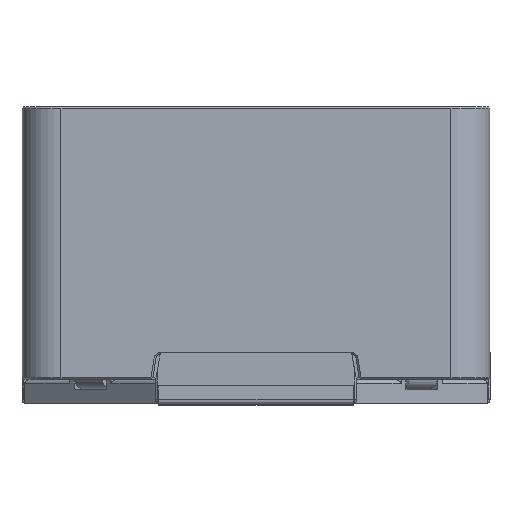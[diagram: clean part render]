
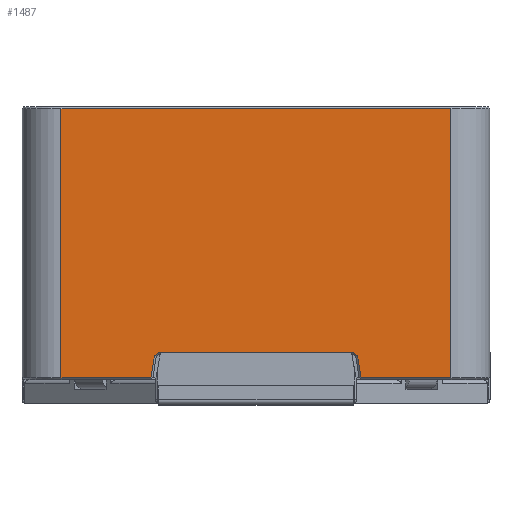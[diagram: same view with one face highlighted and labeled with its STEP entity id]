
A CAD part, front view. The second image highlights one B-rep face of the part: STEP entity #1487.
In plain terms, the highlighted planar face has unit normal (0, -1, 0).
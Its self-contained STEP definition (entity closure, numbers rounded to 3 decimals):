
#1487 = ADVANCED_FACE( '', ( #3271 ), #3272, .T. );
#3271 = FACE_OUTER_BOUND( '', #5509, .T. );
#3272 = PLANE( '', #5510 );
#5509 = EDGE_LOOP( '', ( #9421, #9422, #9423, #9424, #9425, #9426, #9427, #9428, #9429, #9430 ) );
#5510 = AXIS2_PLACEMENT_3D( '', #9431, #9432, #9433 );
#9421 = ORIENTED_EDGE( '', *, *, #14863, .T. );
#9422 = ORIENTED_EDGE( '', *, *, #14864, .T. );
#9423 = ORIENTED_EDGE( '', *, *, #14865, .T. );
#9424 = ORIENTED_EDGE( '', *, *, #14866, .T. );
#9425 = ORIENTED_EDGE( '', *, *, #14867, .T. );
#9426 = ORIENTED_EDGE( '', *, *, #14719, .T. );
#9427 = ORIENTED_EDGE( '', *, *, #14194, .T. );
#9428 = ORIENTED_EDGE( '', *, *, #14868, .F. );
#9429 = ORIENTED_EDGE( '', *, *, #14869, .T. );
#9430 = ORIENTED_EDGE( '', *, *, #14870, .F. );
#9431 = CARTESIAN_POINT( '', ( -6., -6., -7. ) );
#9432 = DIRECTION( '', ( 0., -1., 0. ) );
#9433 = DIRECTION( '', ( 0., 0., -1. ) );
#14194 = EDGE_CURVE( '', #16154, #17195, #17197, .T. );
#14719 = EDGE_CURVE( '', #16285, #16154, #18029, .T. );
#14863 = EDGE_CURVE( '', #18240, #18241, #18242, .T. );
#14864 = EDGE_CURVE( '', #18241, #16214, #18243, .T. );
#14865 = EDGE_CURVE( '', #16214, #17167, #18244, .T. );
#14866 = EDGE_CURVE( '', #17167, #18245, #18246, .T. );
#14867 = EDGE_CURVE( '', #18245, #16285, #18247, .F. );
#14868 = EDGE_CURVE( '', #18248, #17195, #18249, .T. );
#14869 = EDGE_CURVE( '', #18248, #18250, #18251, .T. );
#14870 = EDGE_CURVE( '', #18240, #18250, #18252, .T. );
#16154 = VERTEX_POINT( '', #19905 );
#16214 = VERTEX_POINT( '', #20002 );
#16285 = VERTEX_POINT( '', #20125 );
#17167 = VERTEX_POINT( '', #21641 );
#17195 = VERTEX_POINT( '', #21681 );
#17197 = LINE( '', #21684, #21685 );
#18029 = LINE( '', #23159, #23160 );
#18240 = VERTEX_POINT( '', #23496 );
#18241 = VERTEX_POINT( '', #23497 );
#18242 = LINE( '', #23498, #23499 );
#18243 = LINE( '', #23500, #23501 );
#18244 = LINE( '', #23502, #23503 );
#18245 = VERTEX_POINT( '', #23504 );
#18246 = LINE( '', #23505, #23506 );
#18247 = LINE( '', #23507, #23508 );
#18248 = VERTEX_POINT( '', #23509 );
#18249 = LINE( '', #23510, #23511 );
#18250 = VERTEX_POINT( '', #23512 );
#18251 = LINE( '', #23513, #23514 );
#18252 = LINE( '', #23515, #23516 );
#19905 = CARTESIAN_POINT( '', ( -2.693, -6., -6.95 ) );
#20002 = CARTESIAN_POINT( '', ( 5., -6., -6.95 ) );
#20125 = CARTESIAN_POINT( '', ( -5., -6., -6.95 ) );
#21641 = CARTESIAN_POINT( '', ( 5., -6., -0.05 ) );
#21681 = CARTESIAN_POINT( '', ( -2.607, -6., -6.392 ) );
#21684 = CARTESIAN_POINT( '', ( -2.777, -6., -7.496 ) );
#21685 = VECTOR( '', #26564, 1000. );
#23159 = CARTESIAN_POINT( '', ( -2.65, -6., -6.95 ) );
#23160 = VECTOR( '', #27121, 1000. );
#23496 = CARTESIAN_POINT( '', ( 2.607, -6., -6.392 ) );
#23497 = CARTESIAN_POINT( '', ( 2.693, -6., -6.95 ) );
#23498 = CARTESIAN_POINT( '', ( 2.499, -6., -5.692 ) );
#23499 = VECTOR( '', #27260, 1000. );
#23500 = CARTESIAN_POINT( '', ( 5., -6., -6.95 ) );
#23501 = VECTOR( '', #27261, 1000. );
#23502 = CARTESIAN_POINT( '', ( 5., -6., -7. ) );
#23503 = VECTOR( '', #27262, 1000. );
#23504 = CARTESIAN_POINT( '', ( -5., -6., -0.05 ) );
#23505 = CARTESIAN_POINT( '', ( -6., -6., -0.05 ) );
#23506 = VECTOR( '', #27263, 1000. );
#23507 = CARTESIAN_POINT( '', ( -5., -6., -7. ) );
#23508 = VECTOR( '', #27264, 1000. );
#23509 = CARTESIAN_POINT( '', ( -2.5, -6., -6.3 ) );
#23510 = CARTESIAN_POINT( '', ( -4.862, -6., -8.326 ) );
#23511 = VECTOR( '', #27265, 1000. );
#23512 = CARTESIAN_POINT( '', ( 2.5, -6., -6.3 ) );
#23513 = CARTESIAN_POINT( '', ( -6., -6., -6.3 ) );
#23514 = VECTOR( '', #27266, 1000. );
#23515 = CARTESIAN_POINT( '', ( -2.05, -6., -2.396 ) );
#23516 = VECTOR( '', #27267, 1000. );
#26564 = DIRECTION( '', ( 0.152, 0., 0.988 ) );
#27121 = DIRECTION( '', ( 1., 0., 0. ) );
#27260 = DIRECTION( '', ( 0.152, 0., -0.988 ) );
#27261 = DIRECTION( '', ( 1., 0., 0. ) );
#27262 = DIRECTION( '', ( 0., 0., 1. ) );
#27263 = DIRECTION( '', ( -1., 0., 0. ) );
#27264 = DIRECTION( '', ( 0., 0., 1. ) );
#27265 = DIRECTION( '', ( -0.759, 0., -0.651 ) );
#27266 = DIRECTION( '', ( 1., 0., 0. ) );
#27267 = DIRECTION( '', ( -0.759, 0., 0.651 ) );
